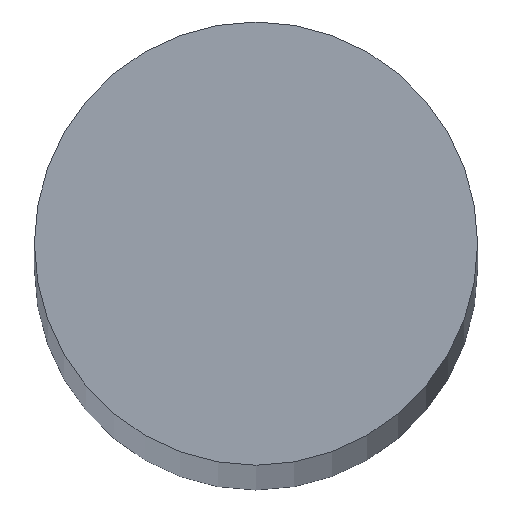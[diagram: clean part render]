
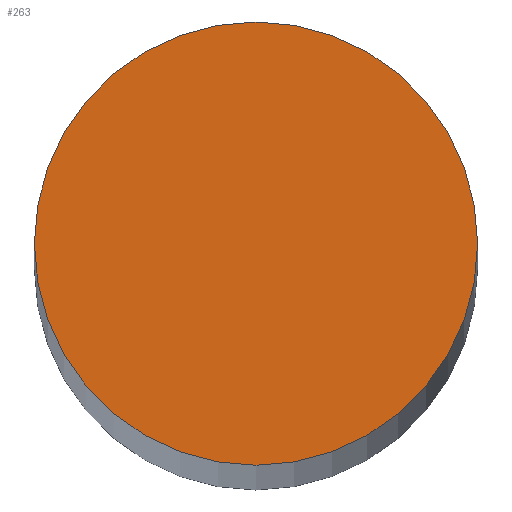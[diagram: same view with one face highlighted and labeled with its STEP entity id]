
A CAD part, top view. The second image highlights one B-rep face of the part: STEP entity #263.
In plain terms, the highlighted planar face has unit normal (0, 0, 1).
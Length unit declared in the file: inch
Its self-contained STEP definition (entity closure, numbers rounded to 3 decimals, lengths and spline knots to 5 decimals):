
#5 = DIRECTION ( 'NONE',  ( 0., 0., 1. ) ) ;
#8 = CIRCLE ( 'NONE', #42, 0.09375 ) ;
#26 = CARTESIAN_POINT ( 'NONE',  ( 0., 0.1, 0. ) ) ;
#29 = VERTEX_POINT ( 'NONE', #179 ) ;
#30 = ORIENTED_EDGE ( 'NONE', *, *, #71, .T. ) ;
#42 = AXIS2_PLACEMENT_3D ( 'NONE', #223, #5, #88 ) ;
#56 = AXIS2_PLACEMENT_3D ( 'NONE', #26, #111, #175 ) ;
#71 = EDGE_CURVE ( 'NONE', #29, #94, #187, .T. ) ;
#88 = DIRECTION ( 'NONE',  ( 1., 0., 0. ) ) ;
#89 = ORIENTED_EDGE ( 'NONE', *, *, #192, .T. ) ;
#94 = VERTEX_POINT ( 'NONE', #197 ) ;
#102 = DIRECTION ( 'NONE',  ( 1., 0., 0. ) ) ;
#111 = DIRECTION ( 'NONE',  ( 0., 0., 1. ) ) ;
#165 = AXIS2_PLACEMENT_3D ( 'NONE', #235, #166, #102 ) ;
#166 = DIRECTION ( 'NONE',  ( 0., 0., 1. ) ) ;
#175 = DIRECTION ( 'NONE',  ( 1., 0., 0. ) ) ;
#179 = CARTESIAN_POINT ( 'NONE',  ( -0.09375, 0.1, 0. ) ) ;
#181 = PLANE ( 'NONE',  #165 ) ;
#182 = EDGE_LOOP ( 'NONE', ( #89, #30 ) ) ;
#187 = CIRCLE ( 'NONE', #56, 0.09375 ) ;
#192 = EDGE_CURVE ( 'NONE', #94, #29, #8, .T. ) ;
#197 = CARTESIAN_POINT ( 'NONE',  ( 0.09375, 0.1, 0. ) ) ;
#223 = CARTESIAN_POINT ( 'NONE',  ( 0., 0.1, 0. ) ) ;
#235 = CARTESIAN_POINT ( 'NONE',  ( 0., 0.1, 0. ) ) ;
#246 = FACE_OUTER_BOUND ( 'NONE', #182, .T. ) ;
#263 = ADVANCED_FACE ( 'NONE', ( #246 ), #181, .T. ) ;
